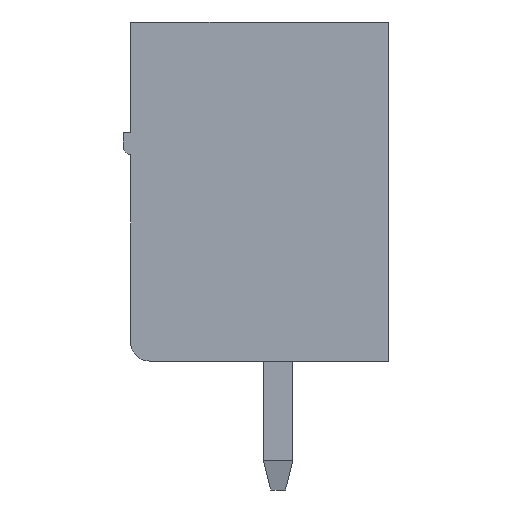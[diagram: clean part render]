
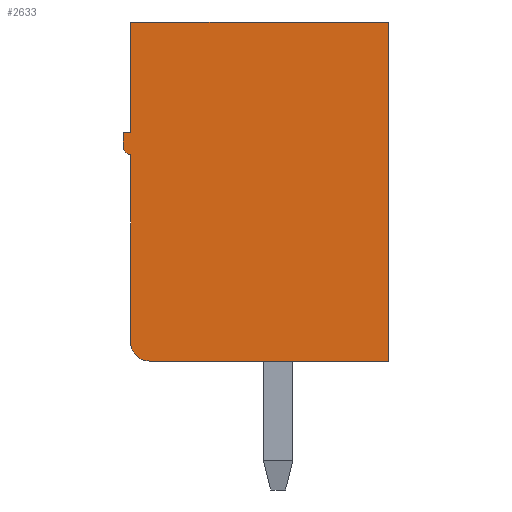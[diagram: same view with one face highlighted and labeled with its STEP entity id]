
A CAD part, left-side view. The second image highlights one B-rep face of the part: STEP entity #2633.
In plain terms, the highlighted planar face has unit normal (-1, 0, 0).
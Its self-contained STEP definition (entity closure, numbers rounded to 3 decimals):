
#612 = VERTEX_POINT('',#613);
#613 = CARTESIAN_POINT('',(-27.065,-2.977,9.288));
#628 = VERTEX_POINT('',#629);
#629 = CARTESIAN_POINT('',(-27.065,4.023,9.288));
#635 = EDGE_CURVE('',#612,#628,#636,.T.);
#636 = LINE('',#637,#638);
#637 = CARTESIAN_POINT('',(-27.065,-2.977,9.288));
#638 = VECTOR('',#639,1.);
#639 = DIRECTION('',(0.,1.,0.));
#2521 = VERTEX_POINT('',#2522);
#2522 = CARTESIAN_POINT('',(-27.065,4.023,6.288));
#2528 = EDGE_CURVE('',#628,#2521,#2529,.T.);
#2529 = LINE('',#2530,#2531);
#2530 = CARTESIAN_POINT('',(-27.065,4.023,9.288));
#2531 = VECTOR('',#2532,1.);
#2532 = DIRECTION('',(0.,0.,-1.));
#2552 = VERTEX_POINT('',#2553);
#2553 = CARTESIAN_POINT('',(-27.065,4.223,6.288));
#2559 = EDGE_CURVE('',#2521,#2552,#2560,.T.);
#2560 = LINE('',#2561,#2562);
#2561 = CARTESIAN_POINT('',(-27.065,4.023,6.288));
#2562 = VECTOR('',#2563,1.);
#2563 = DIRECTION('',(0.,1.,0.));
#2583 = VERTEX_POINT('',#2584);
#2584 = CARTESIAN_POINT('',(-27.065,4.223,5.888));
#2590 = EDGE_CURVE('',#2552,#2583,#2591,.T.);
#2591 = LINE('',#2592,#2593);
#2592 = CARTESIAN_POINT('',(-27.065,4.223,6.288));
#2593 = VECTOR('',#2594,1.);
#2594 = DIRECTION('',(0.,0.,-1.));
#2615 = VERTEX_POINT('',#2616);
#2616 = CARTESIAN_POINT('',(-27.065,4.023,5.688));
#2622 = EDGE_CURVE('',#2583,#2615,#2623,.T.);
#2623 = CIRCLE('',#2624,0.2);
#2624 = AXIS2_PLACEMENT_3D('',#2625,#2626,#2627);
#2625 = CARTESIAN_POINT('',(-27.065,4.023,5.888));
#2626 = DIRECTION('',(-1.,0.,0.));
#2627 = DIRECTION('',(0.,1.,0.));
#2633 = ADVANCED_FACE('',(#2634),#2672,.T.);
#2634 = FACE_BOUND('',#2635,.T.);
#2635 = EDGE_LOOP('',(#2636,#2647,#2655,#2661,#2662,#2663,#2664,#2665,
    #2666));
#2636 = ORIENTED_EDGE('',*,*,#2637,.T.);
#2637 = EDGE_CURVE('',#2638,#2640,#2642,.T.);
#2638 = VERTEX_POINT('',#2639);
#2639 = CARTESIAN_POINT('',(-27.065,4.023,0.588));
#2640 = VERTEX_POINT('',#2641);
#2641 = CARTESIAN_POINT('',(-27.065,3.523,0.088));
#2642 = CIRCLE('',#2643,0.5);
#2643 = AXIS2_PLACEMENT_3D('',#2644,#2645,#2646);
#2644 = CARTESIAN_POINT('',(-27.065,3.523,0.588));
#2645 = DIRECTION('',(-1.,0.,0.));
#2646 = DIRECTION('',(0.,1.,0.));
#2647 = ORIENTED_EDGE('',*,*,#2648,.T.);
#2648 = EDGE_CURVE('',#2640,#2649,#2651,.T.);
#2649 = VERTEX_POINT('',#2650);
#2650 = CARTESIAN_POINT('',(-27.065,-2.977,0.088));
#2651 = LINE('',#2652,#2653);
#2652 = CARTESIAN_POINT('',(-27.065,4.023,0.088));
#2653 = VECTOR('',#2654,1.);
#2654 = DIRECTION('',(0.,-1.,0.));
#2655 = ORIENTED_EDGE('',*,*,#2656,.T.);
#2656 = EDGE_CURVE('',#2649,#612,#2657,.T.);
#2657 = LINE('',#2658,#2659);
#2658 = CARTESIAN_POINT('',(-27.065,-2.977,0.088));
#2659 = VECTOR('',#2660,1.);
#2660 = DIRECTION('',(0.,0.,1.));
#2661 = ORIENTED_EDGE('',*,*,#635,.T.);
#2662 = ORIENTED_EDGE('',*,*,#2528,.T.);
#2663 = ORIENTED_EDGE('',*,*,#2559,.T.);
#2664 = ORIENTED_EDGE('',*,*,#2590,.T.);
#2665 = ORIENTED_EDGE('',*,*,#2622,.T.);
#2666 = ORIENTED_EDGE('',*,*,#2667,.T.);
#2667 = EDGE_CURVE('',#2615,#2638,#2668,.T.);
#2668 = LINE('',#2669,#2670);
#2669 = CARTESIAN_POINT('',(-27.065,4.023,5.688));
#2670 = VECTOR('',#2671,1.);
#2671 = DIRECTION('',(0.,0.,-1.));
#2672 = PLANE('',#2673);
#2673 = AXIS2_PLACEMENT_3D('',#2674,#2675,#2676);
#2674 = CARTESIAN_POINT('',(-27.065,4.023,5.888));
#2675 = DIRECTION('',(-1.,0.,0.));
#2676 = DIRECTION('',(0.,1.,0.));
